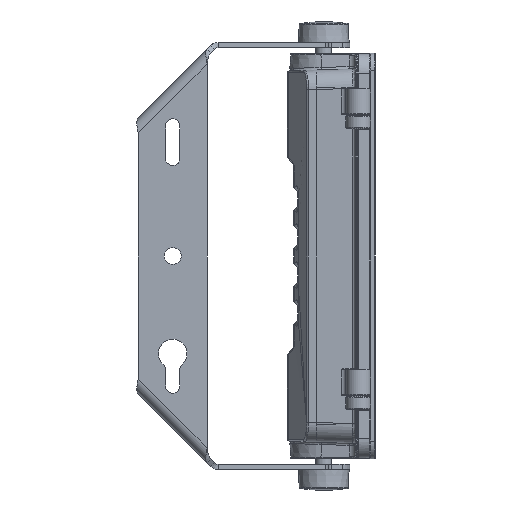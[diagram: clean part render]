
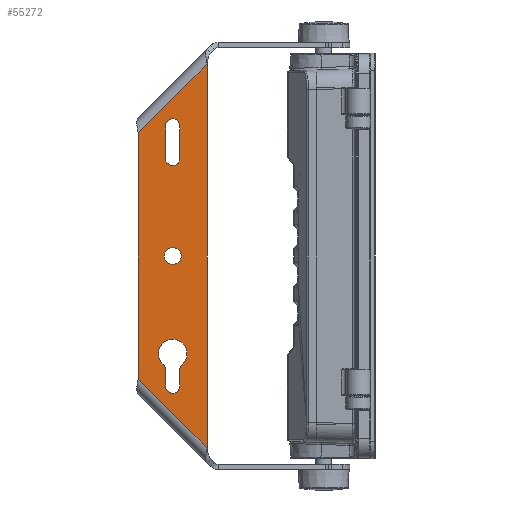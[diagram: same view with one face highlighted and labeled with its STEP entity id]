
A CAD part, front view. The second image highlights one B-rep face of the part: STEP entity #55272.
In plain terms, the highlighted planar face has unit normal (0, -1, 0).
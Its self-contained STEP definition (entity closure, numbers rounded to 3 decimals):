
#1004 = ORIENTED_EDGE ( 'NONE', *, *, #76553, .T. ) ;
#1264 = DIRECTION ( 'NONE',  ( 0., -1., 0. ) ) ;
#1434 = VECTOR ( 'NONE', #5265, 1000. ) ;
#2080 = DIRECTION ( 'NONE',  ( 1., 0., 0. ) ) ;
#2620 = EDGE_LOOP ( 'NONE', ( #6931, #61461, #22861, #77510 ) ) ;
#2667 = VERTEX_POINT ( 'NONE', #49843 ) ;
#2705 = AXIS2_PLACEMENT_3D ( 'NONE', #54761, #24310, #13900 ) ;
#3647 = AXIS2_PLACEMENT_3D ( 'NONE', #41176, #58950, #53005 ) ;
#3869 = CIRCLE ( 'NONE', #44416, 5.5 ) ;
#4320 = VERTEX_POINT ( 'NONE', #6128 ) ;
#4477 = LINE ( 'NONE', #52428, #72484 ) ;
#5265 = DIRECTION ( 'NONE',  ( 0.707, 0., -0.707 ) ) ;
#5399 = DIRECTION ( 'NONE',  ( 0., -1., 0. ) ) ;
#6128 = CARTESIAN_POINT ( 'NONE',  ( 75., 0., 5.5 ) ) ;
#6448 = CIRCLE ( 'NONE', #68444, 11. ) ;
#6577 = ORIENTED_EDGE ( 'NONE', *, *, #47873, .F. ) ;
#6645 = EDGE_LOOP ( 'NONE', ( #77478, #25664, #43881, #45757, #77157, #53744 ) ) ;
#6931 = ORIENTED_EDGE ( 'NONE', *, *, #74270, .F. ) ;
#7223 = LINE ( 'NONE', #55555, #40347 ) ;
#7329 = EDGE_CURVE ( 'NONE', #22765, #17732, #67379, .T. ) ;
#8842 = LINE ( 'NONE', #33865, #16605 ) ;
#9120 = CARTESIAN_POINT ( 'NONE',  ( -87.073, 0., -10.5 ) ) ;
#9902 = DIRECTION ( 'NONE',  ( 0., 0., -1. ) ) ;
#10592 = CARTESIAN_POINT ( 'NONE',  ( -87.073, 0., -5.5 ) ) ;
#11640 = VERTEX_POINT ( 'NONE', #46219 ) ;
#12073 = CARTESIAN_POINT ( 'NONE',  ( -94.707, 0., 26.5 ) ) ;
#12351 = FACE_BOUND ( 'NONE', #6645, .T. ) ;
#12492 = VECTOR ( 'NONE', #25977, 1000. ) ;
#13591 = DIRECTION ( 'NONE',  ( -0.755, 0., -0.656 ) ) ;
#13900 = DIRECTION ( 'NONE',  ( -1., 0., 0. ) ) ;
#14417 = VERTEX_POINT ( 'NONE', #20333 ) ;
#14905 = VERTEX_POINT ( 'NONE', #30357 ) ;
#16480 = ORIENTED_EDGE ( 'NONE', *, *, #39535, .T. ) ;
#16605 = VECTOR ( 'NONE', #57179, 1000. ) ;
#16824 = VECTOR ( 'NONE', #65122, 1000. ) ;
#17167 = VERTEX_POINT ( 'NONE', #60228 ) ;
#17732 = VERTEX_POINT ( 'NONE', #20381 ) ;
#18166 = AXIS2_PLACEMENT_3D ( 'NONE', #36009, #72388, #60133 ) ;
#18876 = VERTEX_POINT ( 'NONE', #24354 ) ;
#20333 = CARTESIAN_POINT ( 'NONE',  ( 75., 0., -5.5 ) ) ;
#20381 = CARTESIAN_POINT ( 'NONE',  ( -83.3, 0., 7.219 ) ) ;
#21190 = CARTESIAN_POINT ( 'NONE',  ( -87.073, 0., 5.5 ) ) ;
#21320 = EDGE_CURVE ( 'NONE', #14905, #37382, #39083, .T. ) ;
#21434 = DIRECTION ( 'NONE',  ( 0., -1., 0. ) ) ;
#22765 = VERTEX_POINT ( 'NONE', #21190 ) ;
#22861 = ORIENTED_EDGE ( 'NONE', *, *, #38070, .T. ) ;
#23109 = AXIS2_PLACEMENT_3D ( 'NONE', #27386, #48325, #40848 ) ;
#23884 = EDGE_CURVE ( 'NONE', #38726, #22765, #76632, .T. ) ;
#24273 = CARTESIAN_POINT ( 'NONE',  ( -147.707, 0., -26.5 ) ) ;
#24310 = DIRECTION ( 'NONE',  ( 0., -1., 0. ) ) ;
#24354 = CARTESIAN_POINT ( 'NONE',  ( 100., 0., 5.5 ) ) ;
#25088 = FACE_OUTER_BOUND ( 'NONE', #2620, .T. ) ;
#25562 = DIRECTION ( 'NONE',  ( 0., -1., 0. ) ) ;
#25664 = ORIENTED_EDGE ( 'NONE', *, *, #35057, .F. ) ;
#25977 = DIRECTION ( 'NONE',  ( 1., 0., 0. ) ) ;
#27386 = CARTESIAN_POINT ( 'NONE',  ( 0., 0., 0. ) ) ;
#29660 = CARTESIAN_POINT ( 'NONE',  ( -6.5, 0., 0. ) ) ;
#29725 = CARTESIAN_POINT ( 'NONE',  ( -100., 0., -5.5 ) ) ;
#30357 = CARTESIAN_POINT ( 'NONE',  ( 6.5, 0., 0. ) ) ;
#30729 = VERTEX_POINT ( 'NONE', #54896 ) ;
#32027 = AXIS2_PLACEMENT_3D ( 'NONE', #9120, #1264, #49586 ) ;
#33163 = ORIENTED_EDGE ( 'NONE', *, *, #21320, .F. ) ;
#33865 = CARTESIAN_POINT ( 'NONE',  ( 94.707, 0., 26.5 ) ) ;
#34570 = AXIS2_PLACEMENT_3D ( 'NONE', #38902, #21434, #9902 ) ;
#35057 = EDGE_CURVE ( 'NONE', #38726, #70075, #76343, .T. ) ;
#35646 = EDGE_LOOP ( 'NONE', ( #41881, #16480, #6577, #1004 ) ) ;
#36009 = CARTESIAN_POINT ( 'NONE',  ( -100., 0., 0. ) ) ;
#36253 = VERTEX_POINT ( 'NONE', #24273 ) ;
#37001 = CARTESIAN_POINT ( 'NONE',  ( 75., 0., 0. ) ) ;
#37074 = CARTESIAN_POINT ( 'NONE',  ( -75., 0., 0. ) ) ;
#37382 = VERTEX_POINT ( 'NONE', #29660 ) ;
#38070 = EDGE_CURVE ( 'NONE', #39021, #36253, #47544, .T. ) ;
#38726 = VERTEX_POINT ( 'NONE', #58719 ) ;
#38902 = CARTESIAN_POINT ( 'NONE',  ( -87.073, 0., 10.5 ) ) ;
#39021 = VERTEX_POINT ( 'NONE', #12073 ) ;
#39083 = CIRCLE ( 'NONE', #3647, 6.5 ) ;
#39535 = EDGE_CURVE ( 'NONE', #4320, #18876, #7223, .T. ) ;
#40347 = VECTOR ( 'NONE', #2080, 1000. ) ;
#40848 = DIRECTION ( 'NONE',  ( -1., 0., 0. ) ) ;
#41176 = CARTESIAN_POINT ( 'NONE',  ( 0., 0., 0. ) ) ;
#41439 = VECTOR ( 'NONE', #42425, 1000. ) ;
#41881 = ORIENTED_EDGE ( 'NONE', *, *, #65319, .F. ) ;
#42189 = ORIENTED_EDGE ( 'NONE', *, *, #44638, .F. ) ;
#42425 = DIRECTION ( 'NONE',  ( -0.707, 0., -0.707 ) ) ;
#43739 = DIRECTION ( 'NONE',  ( 0., -1., 0. ) ) ;
#43881 = ORIENTED_EDGE ( 'NONE', *, *, #23884, .T. ) ;
#44416 = AXIS2_PLACEMENT_3D ( 'NONE', #37001, #43739, #56310 ) ;
#44638 = EDGE_CURVE ( 'NONE', #37382, #14905, #66025, .T. ) ;
#45549 = LINE ( 'NONE', #10592, #69592 ) ;
#45757 = ORIENTED_EDGE ( 'NONE', *, *, #7329, .T. ) ;
#46219 = CARTESIAN_POINT ( 'NONE',  ( -87.073, 0., -5.5 ) ) ;
#46252 = CARTESIAN_POINT ( 'NONE',  ( 100., 0., 0. ) ) ;
#46928 = CARTESIAN_POINT ( 'NONE',  ( 94.707, 0., 26.5 ) ) ;
#47544 = LINE ( 'NONE', #78386, #41439 ) ;
#47873 = EDGE_CURVE ( 'NONE', #30729, #18876, #55171, .T. ) ;
#48325 = DIRECTION ( 'NONE',  ( 0., -1., 0. ) ) ;
#48860 = FACE_BOUND ( 'NONE', #60091, .T. ) ;
#49586 = DIRECTION ( 'NONE',  ( 0.755, 0., 0.656 ) ) ;
#49843 = CARTESIAN_POINT ( 'NONE',  ( -83.3, 0., -7.219 ) ) ;
#50884 = CIRCLE ( 'NONE', #32027, 5. ) ;
#51786 = VERTEX_POINT ( 'NONE', #71430 ) ;
#52084 = CARTESIAN_POINT ( 'NONE',  ( -100., 0., 5.5 ) ) ;
#52161 = DIRECTION ( 'NONE',  ( 0., 0., -1. ) ) ;
#52428 = CARTESIAN_POINT ( 'NONE',  ( 100., 0., -5.5 ) ) ;
#53005 = DIRECTION ( 'NONE',  ( 1., 0., 0. ) ) ;
#53744 = ORIENTED_EDGE ( 'NONE', *, *, #77392, .T. ) ;
#54381 = FACE_BOUND ( 'NONE', #35646, .T. ) ;
#54761 = CARTESIAN_POINT ( 'NONE',  ( 84.707, 0., -26.5 ) ) ;
#54896 = CARTESIAN_POINT ( 'NONE',  ( 100., 0., -5.5 ) ) ;
#55008 = EDGE_CURVE ( 'NONE', #17167, #39021, #8842, .T. ) ;
#55171 = CIRCLE ( 'NONE', #64046, 5.5 ) ;
#55272 = ADVANCED_FACE ( 'NONE', ( #12351, #54381, #48860, #25088 ), #67774, .T. ) ;
#55555 = CARTESIAN_POINT ( 'NONE',  ( 75., 0., 5.5 ) ) ;
#56310 = DIRECTION ( 'NONE',  ( 0., 0., 1. ) ) ;
#57179 = DIRECTION ( 'NONE',  ( -1., 0., 0. ) ) ;
#58362 = DIRECTION ( 'NONE',  ( -1., 0., 0. ) ) ;
#58719 = CARTESIAN_POINT ( 'NONE',  ( -100., 0., 5.5 ) ) ;
#58950 = DIRECTION ( 'NONE',  ( 0., -1., 0. ) ) ;
#58968 = DIRECTION ( 'NONE',  ( -1., 0., 0. ) ) ;
#60091 = EDGE_LOOP ( 'NONE', ( #42189, #33163 ) ) ;
#60133 = DIRECTION ( 'NONE',  ( 0., 0., 1. ) ) ;
#60228 = CARTESIAN_POINT ( 'NONE',  ( 94.707, 0., 26.5 ) ) ;
#61461 = ORIENTED_EDGE ( 'NONE', *, *, #55008, .T. ) ;
#62716 = CARTESIAN_POINT ( 'NONE',  ( -147.707, 0., -26.5 ) ) ;
#63571 = EDGE_CURVE ( 'NONE', #36253, #51786, #73445, .T. ) ;
#64046 = AXIS2_PLACEMENT_3D ( 'NONE', #46252, #5399, #52161 ) ;
#65122 = DIRECTION ( 'NONE',  ( 1., 0., 0. ) ) ;
#65319 = EDGE_CURVE ( 'NONE', #4320, #14417, #3869, .T. ) ;
#66025 = CIRCLE ( 'NONE', #23109, 6.5 ) ;
#67379 = CIRCLE ( 'NONE', #34570, 5. ) ;
#67774 = PLANE ( 'NONE',  #2705 ) ;
#68444 = AXIS2_PLACEMENT_3D ( 'NONE', #37074, #25562, #13591 ) ;
#69592 = VECTOR ( 'NONE', #58968, 1000. ) ;
#70075 = VERTEX_POINT ( 'NONE', #29725 ) ;
#71430 = CARTESIAN_POINT ( 'NONE',  ( 147.707, 0., -26.5 ) ) ;
#72388 = DIRECTION ( 'NONE',  ( 0., -1., 0. ) ) ;
#72484 = VECTOR ( 'NONE', #58362, 1000. ) ;
#73445 = LINE ( 'NONE', #62716, #12492 ) ;
#73741 = EDGE_CURVE ( 'NONE', #11640, #70075, #45549, .T. ) ;
#74138 = EDGE_CURVE ( 'NONE', #2667, #17732, #6448, .T. ) ;
#74270 = EDGE_CURVE ( 'NONE', #17167, #51786, #77747, .T. ) ;
#76343 = CIRCLE ( 'NONE', #18166, 5.5 ) ;
#76553 = EDGE_CURVE ( 'NONE', #30729, #14417, #4477, .T. ) ;
#76632 = LINE ( 'NONE', #52084, #16824 ) ;
#77157 = ORIENTED_EDGE ( 'NONE', *, *, #74138, .F. ) ;
#77392 = EDGE_CURVE ( 'NONE', #2667, #11640, #50884, .T. ) ;
#77478 = ORIENTED_EDGE ( 'NONE', *, *, #73741, .T. ) ;
#77510 = ORIENTED_EDGE ( 'NONE', *, *, #63571, .T. ) ;
#77747 = LINE ( 'NONE', #46928, #1434 ) ;
#78386 = CARTESIAN_POINT ( 'NONE',  ( -94.707, 0., 26.5 ) ) ;
